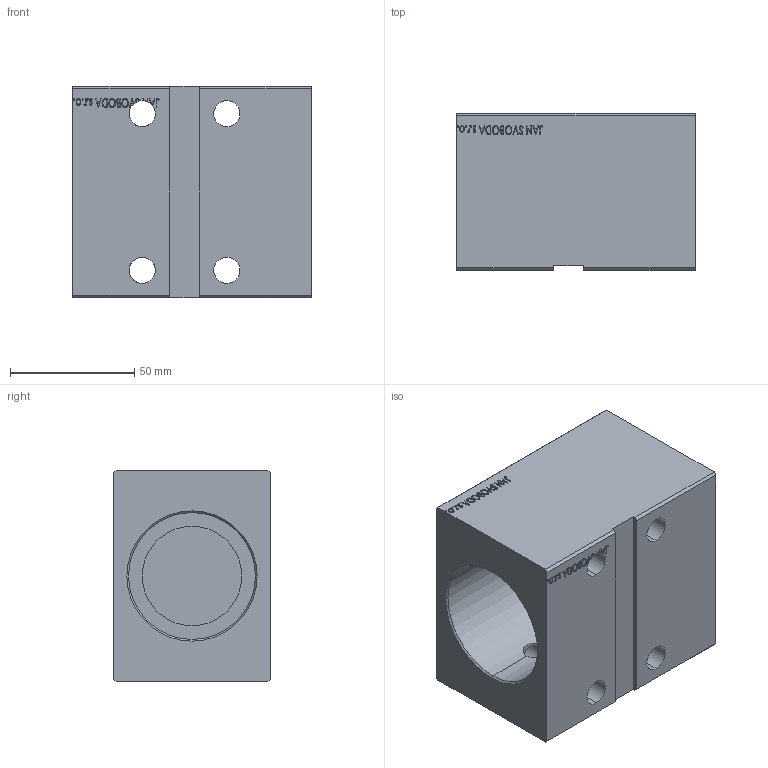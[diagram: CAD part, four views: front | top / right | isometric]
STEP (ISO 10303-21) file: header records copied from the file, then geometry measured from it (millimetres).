
FILE_DESCRIPTION (( 'STEP AP203' ), '1' );
FILE_NAME ('13ad.STEP', '2022-04-07T14:47:06', ( '' ), ( '' ), 'SwSTEP 2.0', 'SolidWorks 2019', '' );
FILE_SCHEMA (( 'CONFIG_CONTROL_DESIGN' ));
Length unit declared in the file: millimetre
Products named in the file (1): 13ad
Bounding box: 96 x 63 x 85 mm (x, y, z)
Volume: 325107.1 mm3; surface area: 60668.9 mm2
Topology: 1 solids, 1 shells, 774 faces, 2042 edges, 1360 vertices
Faces by surface type: plane 381, bspline 364, cylinder 27, cone 2
Entity records: 40899 total; most frequent: CARTESIAN_POINT 24071, ORIENTED_EDGE 4084, DIRECTION 2204, EDGE_CURVE 2042, VERTEX_POINT 1360, VECTOR 1226, LINE 1226, EDGE_LOOP 876
